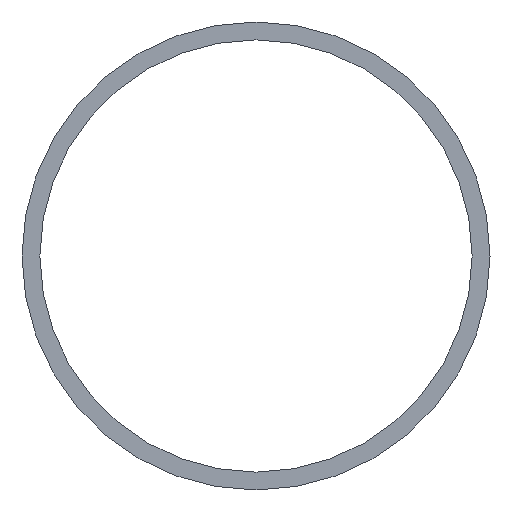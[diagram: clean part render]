
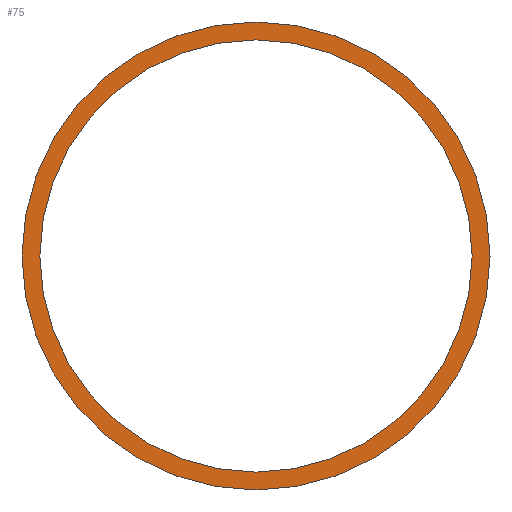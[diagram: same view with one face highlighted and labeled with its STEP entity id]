
A CAD part, left-side view. The second image highlights one B-rep face of the part: STEP entity #75.
In plain terms, the highlighted planar face has unit normal (-1, 0, 0).
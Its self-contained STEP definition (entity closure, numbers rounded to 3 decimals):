
#53 = VERTEX_POINT( '', #123 );
#67 = VERTEX_POINT( '', #140 );
#69 = EDGE_CURVE( '', #67, #53, #142, .T. );
#71 = EDGE_CURVE( '', #97, #83, #144, .T. );
#73 = EDGE_CURVE( '', #83, #97, #146, .T. );
#75 = ADVANCED_FACE( '', ( #148, #149 ), #150, .F. );
#83 = VERTEX_POINT( '', #159 );
#97 = VERTEX_POINT( '', #175 );
#99 = EDGE_CURVE( '', #53, #67, #177, .T. );
#123 = CARTESIAN_POINT( '', ( 0., 0., 184.7 ) );
#140 = CARTESIAN_POINT( '', ( 0., 0., -184.7 ) );
#142 = CIRCLE( '', #214, 184.7 );
#144 = CIRCLE( '', #217, 200. );
#146 = CIRCLE( '', #220, 200. );
#148 = FACE_OUTER_BOUND( '', #222, .T. );
#149 = FACE_BOUND( '', #223, .T. );
#150 = PLANE( '', #224 );
#159 = CARTESIAN_POINT( '', ( 0., 0., -200. ) );
#175 = CARTESIAN_POINT( '', ( 0., 0., 200. ) );
#177 = CIRCLE( '', #257, 184.7 );
#214 = AXIS2_PLACEMENT_3D( '', #290, #291, #292 );
#217 = AXIS2_PLACEMENT_3D( '', #293, #294, #295 );
#220 = AXIS2_PLACEMENT_3D( '', #296, #297, #298 );
#222 = EDGE_LOOP( '', ( #300, #301 ) );
#223 = EDGE_LOOP( '', ( #302, #303 ) );
#224 = AXIS2_PLACEMENT_3D( '', #304, #305, #306 );
#257 = AXIS2_PLACEMENT_3D( '', #336, #337, #338 );
#290 = CARTESIAN_POINT( '', ( 0., 0., 0. ) );
#291 = DIRECTION( '', ( 1., 0., 0. ) );
#292 = DIRECTION( '', ( 0., 0., -1. ) );
#293 = CARTESIAN_POINT( '', ( 0., 0., 0. ) );
#294 = DIRECTION( '', ( 1., 0., 0. ) );
#295 = DIRECTION( '', ( 0., 0., -1. ) );
#296 = CARTESIAN_POINT( '', ( 0., 0., 0. ) );
#297 = DIRECTION( '', ( 1., 0., 0. ) );
#298 = DIRECTION( '', ( 0., 0., -1. ) );
#300 = ORIENTED_EDGE( '', *, *, #73, .F. );
#301 = ORIENTED_EDGE( '', *, *, #71, .F. );
#302 = ORIENTED_EDGE( '', *, *, #69, .T. );
#303 = ORIENTED_EDGE( '', *, *, #99, .T. );
#304 = CARTESIAN_POINT( '', ( 0., 0., 0. ) );
#305 = DIRECTION( '', ( 1., 0., 0. ) );
#306 = DIRECTION( '', ( 0., 0., -1. ) );
#336 = CARTESIAN_POINT( '', ( 0., 0., 0. ) );
#337 = DIRECTION( '', ( 1., 0., 0. ) );
#338 = DIRECTION( '', ( 0., 0., -1. ) );
